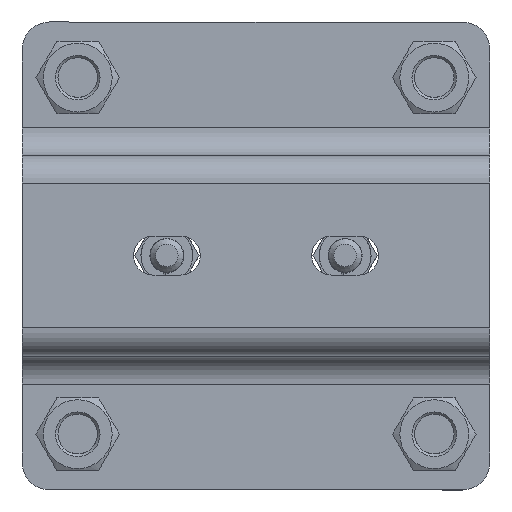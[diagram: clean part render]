
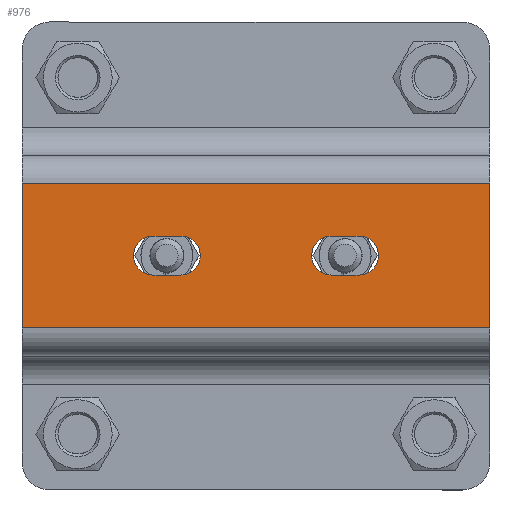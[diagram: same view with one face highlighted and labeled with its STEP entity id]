
A CAD part, top view. The second image highlights one B-rep face of the part: STEP entity #976.
In plain terms, the highlighted planar face has unit normal (0, 0, 1).
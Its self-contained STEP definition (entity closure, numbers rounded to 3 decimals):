
#976=ADVANCED_FACE('',(#2378,#2380,#2382),#2384,.T.);
#2378=FACE_BOUND('',#2379,.T.);
#2379=EDGE_LOOP('',(#4102,#4103,#4104,#4105));
#2380=FACE_BOUND('',#2381,.T.);
#2381=EDGE_LOOP('',(#4106,#4107,#4108,#4109));
#2382=FACE_BOUND('',#2383,.T.);
#2383=EDGE_LOOP('',(#4110,#4111,#4112,#4113));
#2384=PLANE('',#2385);
#2385=AXIS2_PLACEMENT_3D('',#2386,#2387,#2388);
#2386=CARTESIAN_POINT('',(43.3,19.,23.));
#2387=DIRECTION('',(0.,0.,1.));
#2388=DIRECTION('',(-1.,0.,0.));
#4102=ORIENTED_EDGE('',*,*,#4667,.T.);
#4103=ORIENTED_EDGE('',*,*,#4605,.T.);
#4104=ORIENTED_EDGE('',*,*,#4666,.F.);
#4105=ORIENTED_EDGE('',*,*,#4613,.F.);
#4106=ORIENTED_EDGE('',*,*,#4668,.T.);
#4107=ORIENTED_EDGE('',*,*,#4669,.T.);
#4108=ORIENTED_EDGE('',*,*,#4670,.T.);
#4109=ORIENTED_EDGE('',*,*,#4671,.T.);
#4110=ORIENTED_EDGE('',*,*,#4672,.T.);
#4111=ORIENTED_EDGE('',*,*,#4673,.T.);
#4112=ORIENTED_EDGE('',*,*,#4674,.T.);
#4113=ORIENTED_EDGE('',*,*,#4675,.T.);
#4605=EDGE_CURVE('',#5158,#5156,#5159,.T.);
#4613=EDGE_CURVE('',#5170,#5172,#5173,.T.);
#4666=EDGE_CURVE('',#5172,#5156,#5263,.T.);
#4667=EDGE_CURVE('',#5170,#5158,#5264,.T.);
#4668=EDGE_CURVE('',#5265,#5266,#5267,.F.);
#4669=EDGE_CURVE('',#5266,#5268,#5269,.F.);
#4670=EDGE_CURVE('',#5268,#5270,#5271,.F.);
#4671=EDGE_CURVE('',#5270,#5265,#5272,.F.);
#4672=EDGE_CURVE('',#5273,#5274,#5275,.F.);
#4673=EDGE_CURVE('',#5274,#5276,#5277,.F.);
#4674=EDGE_CURVE('',#5276,#5278,#5279,.F.);
#4675=EDGE_CURVE('',#5278,#5273,#5280,.F.);
#5156=VERTEX_POINT('',#8756);
#5158=VERTEX_POINT('',#8761);
#5159=LINE('',#8762,#8763);
#5170=VERTEX_POINT('',#8790);
#5172=VERTEX_POINT('',#8795);
#5173=LINE('',#8796,#8797);
#5263=LINE('',#9018,#9019);
#5264=LINE('',#9021,#9022);
#5265=VERTEX_POINT('',#9024);
#5266=VERTEX_POINT('',#9025);
#5267=LINE('',#9026,#9027);
#5268=VERTEX_POINT('',#9029);
#5269=CIRCLE('',#9030,3.5);
#5270=VERTEX_POINT('',#9034);
#5271=LINE('',#9035,#9036);
#5272=CIRCLE('',#9038,3.5);
#5273=VERTEX_POINT('',#9042);
#5274=VERTEX_POINT('',#9043);
#5275=LINE('',#9044,#9045);
#5276=VERTEX_POINT('',#9047);
#5277=CIRCLE('',#9048,3.5);
#5278=VERTEX_POINT('',#9052);
#5279=LINE('',#9053,#9054);
#5280=CIRCLE('',#9056,3.5);
#8756=CARTESIAN_POINT('',(-40.7,-12.,23.));
#8761=CARTESIAN_POINT('',(-40.7,14.,23.));
#8762=CARTESIAN_POINT('',(-40.7,14.,23.));
#8763=VECTOR('',#8764,1.);
#8764=DIRECTION('',(0.,-1.,0.));
#8790=CARTESIAN_POINT('',(43.3,14.,23.));
#8795=CARTESIAN_POINT('',(43.3,-12.,23.));
#8796=CARTESIAN_POINT('',(43.3,14.,23.));
#8797=VECTOR('',#8798,1.);
#8798=DIRECTION('',(0.,-1.,0.));
#9018=CARTESIAN_POINT('',(43.3,-12.,23.));
#9019=VECTOR('',#9020,1.);
#9020=DIRECTION('',(-1.,0.,0.));
#9021=CARTESIAN_POINT('',(43.3,14.,23.));
#9022=VECTOR('',#9023,1.);
#9023=DIRECTION('',(-1.,0.,0.));
#9024=CARTESIAN_POINT('',(14.8,4.5,23.));
#9025=CARTESIAN_POINT('',(19.8,4.5,23.));
#9026=CARTESIAN_POINT('',(19.8,4.5,23.));
#9027=VECTOR('',#9028,1.);
#9028=DIRECTION('',(-1.,0.,0.));
#9029=CARTESIAN_POINT('',(19.8,-2.5,23.));
#9030=AXIS2_PLACEMENT_3D('',#9031,#9032,#9033);
#9031=CARTESIAN_POINT('',(19.8,1.,23.));
#9032=DIRECTION('',(0.,0.,1.));
#9033=DIRECTION('',(0.,-1.,0.));
#9034=CARTESIAN_POINT('',(14.8,-2.5,23.));
#9035=CARTESIAN_POINT('',(14.8,-2.5,23.));
#9036=VECTOR('',#9037,1.);
#9037=DIRECTION('',(1.,0.,0.));
#9038=AXIS2_PLACEMENT_3D('',#9039,#9040,#9041);
#9039=CARTESIAN_POINT('',(14.8,1.,23.));
#9040=DIRECTION('',(0.,0.,1.));
#9041=DIRECTION('',(0.,1.,0.));
#9042=CARTESIAN_POINT('',(-17.2,4.5,23.));
#9043=CARTESIAN_POINT('',(-12.2,4.5,23.));
#9044=CARTESIAN_POINT('',(-12.2,4.5,23.));
#9045=VECTOR('',#9046,1.);
#9046=DIRECTION('',(-1.,0.,0.));
#9047=CARTESIAN_POINT('',(-12.2,-2.5,23.));
#9048=AXIS2_PLACEMENT_3D('',#9049,#9050,#9051);
#9049=CARTESIAN_POINT('',(-12.2,1.,23.));
#9050=DIRECTION('',(0.,0.,1.));
#9051=DIRECTION('',(0.,-1.,0.));
#9052=CARTESIAN_POINT('',(-17.2,-2.5,23.));
#9053=CARTESIAN_POINT('',(-17.2,-2.5,23.));
#9054=VECTOR('',#9055,1.);
#9055=DIRECTION('',(1.,0.,0.));
#9056=AXIS2_PLACEMENT_3D('',#9057,#9058,#9059);
#9057=CARTESIAN_POINT('',(-17.2,1.,23.));
#9058=DIRECTION('',(0.,0.,1.));
#9059=DIRECTION('',(0.,1.,0.));
